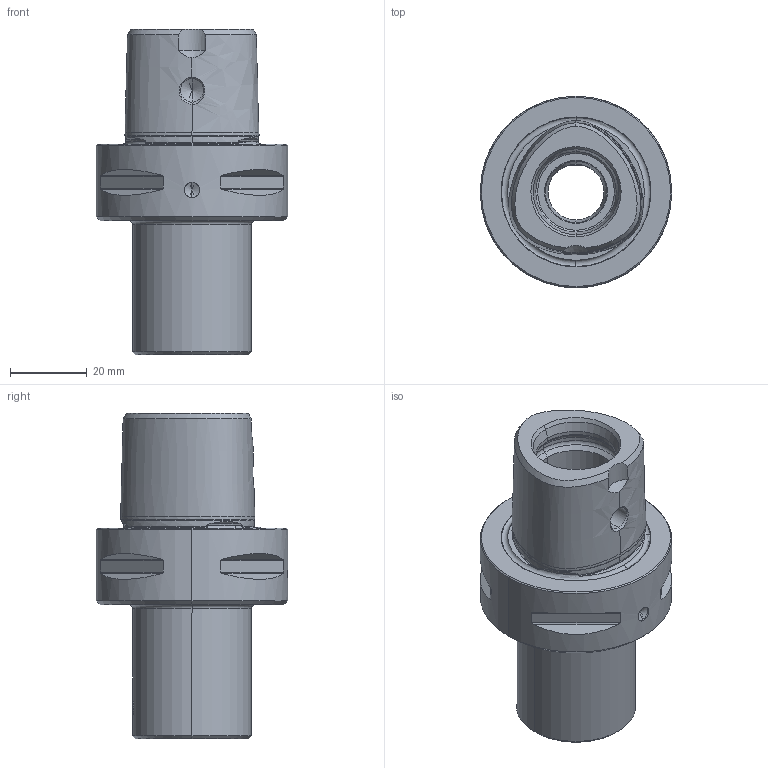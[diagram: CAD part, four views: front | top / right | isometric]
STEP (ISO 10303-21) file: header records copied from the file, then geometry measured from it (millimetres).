
FILE_DESCRIPTION(('no description'),'unknown implementation level');
FILE_NAME('AFD96076-6A21-40A2-AA29-944602BB982B_export.stp',' ',('CIMSOURCE GmbH'),('CADClick - KiM GmbH - www.kimweb.de'),'unknown preprocess','ACIS','unknown authorization');
FILE_SCHEMA(('automotive_design'));
Length unit declared in the file: millimetre
Products named in the file (2): 328.223 Kaiser C5xCK3x55|690.433 Kaiser ETL M6 X 8,5 CK3;Schnitt-Linear austragen2; 328.223 Kaiser C5xCK3x55|328.223 Kaiser C5xCK3x55;Fase1
Bounding box: 50 x 50 x 85 mm (x, y, z)
Volume: 70399.3 mm3; surface area: 18358.9 mm2
Topology: 2 solids, 2 shells, 170 faces, 402 edges, 237 vertices
Faces by surface type: cone 57, plane 44, cylinder 43, bspline 14, torus 12
Entity records: 16758 total; most frequent: CARTESIAN_POINT 8441, STYLED_ITEM 805, PRESENTATION_STYLE_ASSIGNMENT 805, COLOUR_RGB 805, ORIENTED_EDGE 792, DIRECTION 765, EDGE_CURVE 396, CURVE_STYLE 396
